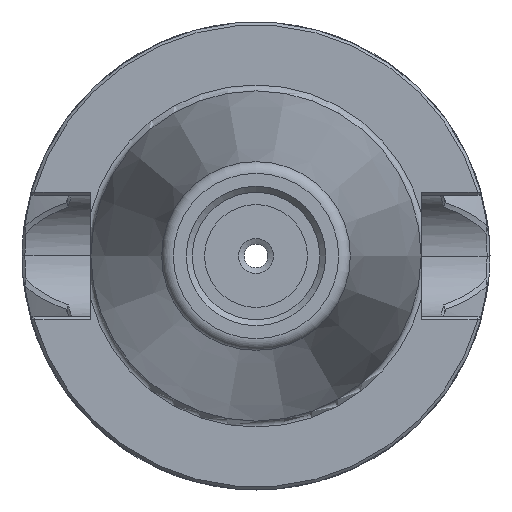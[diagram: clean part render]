
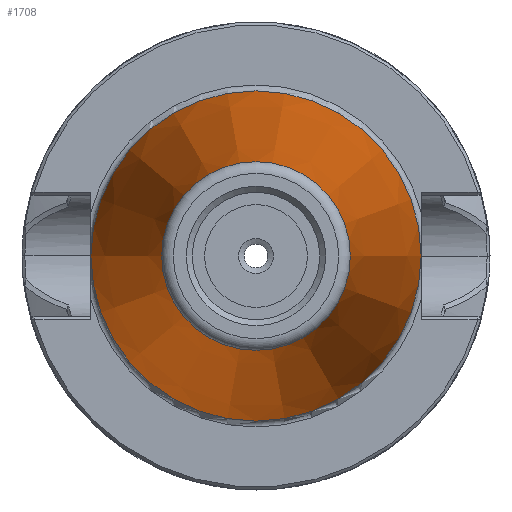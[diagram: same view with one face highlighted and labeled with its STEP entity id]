
A CAD part, left-side view. The second image highlights one B-rep face of the part: STEP entity #1708.
In plain terms, the highlighted conical face has half-angle 8.445 degrees and reference radius 17.363 mm.
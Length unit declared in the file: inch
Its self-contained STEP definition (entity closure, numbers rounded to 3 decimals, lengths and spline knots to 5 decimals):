
#356=FACE_OUTER_BOUND('',#454,.T.);
#454=EDGE_LOOP('',(#1555,#1556,#1557,#1558,#1559));
#552=LINE('',#3784,#640);
#640=VECTOR('',#2232,0.68356);
#687=CIRCLE('',#1862,0.875);
#688=CIRCLE('',#1863,0.50004);
#689=CIRCLE('',#1864,0.50004);
#853=VERTEX_POINT('',#3781);
#854=VERTEX_POINT('',#3783);
#855=VERTEX_POINT('',#3785);
#1093=EDGE_CURVE('',#853,#853,#687,.T.);
#1094=EDGE_CURVE('',#853,#854,#552,.T.);
#1095=EDGE_CURVE('',#855,#854,#688,.T.);
#1096=EDGE_CURVE('',#854,#855,#689,.T.);
#1555=ORIENTED_EDGE('',*,*,#1093,.T.);
#1556=ORIENTED_EDGE('',*,*,#1094,.T.);
#1557=ORIENTED_EDGE('',*,*,#1095,.F.);
#1558=ORIENTED_EDGE('',*,*,#1096,.F.);
#1559=ORIENTED_EDGE('',*,*,#1094,.F.);
#1624=CONICAL_SURFACE('',#1861,0.68356,0.147);
#1708=ADVANCED_FACE('',(#356),#1624,.T.);
#1861=AXIS2_PLACEMENT_3D('',#3780,#2228,#2229);
#1862=AXIS2_PLACEMENT_3D('',#3782,#2230,#2231);
#1863=AXIS2_PLACEMENT_3D('',#3786,#2233,#2234);
#1864=AXIS2_PLACEMENT_3D('',#3787,#2235,#2236);
#2228=DIRECTION('center_axis',(1.,0.,0.));
#2229=DIRECTION('ref_axis',(0.,-1.,0.));
#2230=DIRECTION('center_axis',(-1.,0.,0.));
#2231=DIRECTION('ref_axis',(0.,0.,1.));
#2232=DIRECTION('',(-0.989,-0.147,0.));
#2233=DIRECTION('center_axis',(-1.,0.,0.));
#2234=DIRECTION('ref_axis',(0.,1.,0.));
#2235=DIRECTION('center_axis',(-1.,0.,0.));
#2236=DIRECTION('ref_axis',(0.,1.,0.));
#3780=CARTESIAN_POINT('Origin',(-1.28937,0.,0.));
#3781=CARTESIAN_POINT('',(0.,0.875,0.));
#3782=CARTESIAN_POINT('Origin',(0.,0.,0.));
#3783=CARTESIAN_POINT('',(-2.52542,0.50004,0.));
#3784=CARTESIAN_POINT('',(-1.28937,0.68356,0.));
#3785=CARTESIAN_POINT('',(-2.52542,0.,-0.50004));
#3786=CARTESIAN_POINT('Origin',(-2.52542,0.,0.));
#3787=CARTESIAN_POINT('Origin',(-2.52542,0.,0.));
